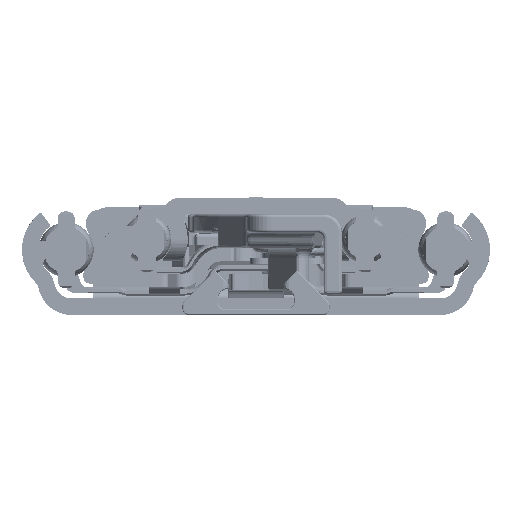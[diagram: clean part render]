
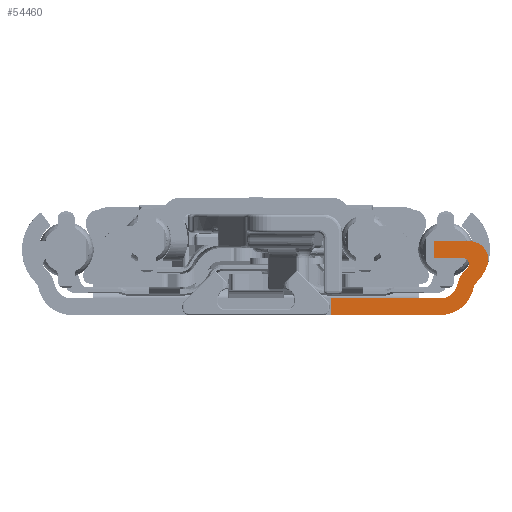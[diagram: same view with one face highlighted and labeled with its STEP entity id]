
A CAD part, front view. The second image highlights one B-rep face of the part: STEP entity #54460.
In plain terms, the highlighted planar face has unit normal (0, -1, 0).
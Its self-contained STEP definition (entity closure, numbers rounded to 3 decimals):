
#2428=PLANE('',#58243);
#3629=FACE_OUTER_BOUND('',#6846,.T.);
#6846=EDGE_LOOP('',(#35903,#35904,#35905,#35906,#35907,#35908,#35909,#35910,
#35911,#35912,#35913,#35914,#35915,#35916,#35917,#35918));
#10116=LINE('',#81294,#14497);
#10122=LINE('',#81306,#14503);
#10164=LINE('',#81433,#14545);
#10176=LINE('',#81496,#14557);
#10177=LINE('',#81504,#14558);
#10178=LINE('',#81506,#14559);
#10179=LINE('',#81508,#14560);
#10180=LINE('',#81516,#14561);
#14497=VECTOR('',#64464,10.);
#14503=VECTOR('',#64478,10.);
#14545=VECTOR('',#64566,10.);
#14557=VECTOR('',#64618,10.);
#14558=VECTOR('',#64625,10.);
#14559=VECTOR('',#64626,10.);
#14560=VECTOR('',#64627,10.);
#14561=VECTOR('',#64634,10.);
#18919=CIRCLE('',#58244,5.45);
#18920=CIRCLE('',#58245,1.5);
#18921=CIRCLE('',#58246,7.6);
#18922=CIRCLE('',#58247,3.);
#18923=CIRCLE('',#58248,1.);
#18924=CIRCLE('',#58249,4.9);
#18925=CIRCLE('',#58250,4.2);
#18926=CIRCLE('',#58251,2.75);
#21715=VERTEX_POINT('',#81290);
#21717=VERTEX_POINT('',#81293);
#21719=VERTEX_POINT('',#81305);
#21781=VERTEX_POINT('',#81431);
#21811=VERTEX_POINT('',#81493);
#21812=VERTEX_POINT('',#81495);
#21813=VERTEX_POINT('',#81497);
#21814=VERTEX_POINT('',#81499);
#21815=VERTEX_POINT('',#81501);
#21816=VERTEX_POINT('',#81503);
#21817=VERTEX_POINT('',#81505);
#21818=VERTEX_POINT('',#81507);
#21819=VERTEX_POINT('',#81509);
#21820=VERTEX_POINT('',#81511);
#21821=VERTEX_POINT('',#81513);
#21822=VERTEX_POINT('',#81515);
#27173=EDGE_CURVE('',#21717,#21715,#10116,.T.);
#27180=EDGE_CURVE('',#21719,#21717,#10122,.T.);
#27244=EDGE_CURVE('',#21715,#21781,#10164,.T.);
#27274=EDGE_CURVE('',#21781,#21811,#18919,.T.);
#27275=EDGE_CURVE('',#21811,#21812,#10176,.T.);
#27276=EDGE_CURVE('',#21812,#21813,#18920,.T.);
#27277=EDGE_CURVE('',#21813,#21814,#18921,.T.);
#27278=EDGE_CURVE('',#21814,#21815,#18922,.T.);
#27279=EDGE_CURVE('',#21815,#21816,#10177,.T.);
#27280=EDGE_CURVE('',#21816,#21817,#10178,.T.);
#27281=EDGE_CURVE('',#21817,#21818,#10179,.T.);
#27282=EDGE_CURVE('',#21818,#21819,#18923,.T.);
#27283=EDGE_CURVE('',#21819,#21820,#18924,.T.);
#27284=EDGE_CURVE('',#21820,#21821,#18925,.T.);
#27285=EDGE_CURVE('',#21821,#21822,#10180,.T.);
#27286=EDGE_CURVE('',#21822,#21719,#18926,.T.);
#35903=ORIENTED_EDGE('',*,*,#27173,.T.);
#35904=ORIENTED_EDGE('',*,*,#27244,.T.);
#35905=ORIENTED_EDGE('',*,*,#27274,.T.);
#35906=ORIENTED_EDGE('',*,*,#27275,.T.);
#35907=ORIENTED_EDGE('',*,*,#27276,.T.);
#35908=ORIENTED_EDGE('',*,*,#27277,.T.);
#35909=ORIENTED_EDGE('',*,*,#27278,.T.);
#35910=ORIENTED_EDGE('',*,*,#27279,.T.);
#35911=ORIENTED_EDGE('',*,*,#27280,.T.);
#35912=ORIENTED_EDGE('',*,*,#27281,.T.);
#35913=ORIENTED_EDGE('',*,*,#27282,.T.);
#35914=ORIENTED_EDGE('',*,*,#27283,.T.);
#35915=ORIENTED_EDGE('',*,*,#27284,.T.);
#35916=ORIENTED_EDGE('',*,*,#27285,.T.);
#35917=ORIENTED_EDGE('',*,*,#27286,.T.);
#35918=ORIENTED_EDGE('',*,*,#27180,.T.);
#54460=ADVANCED_FACE('',(#3629),#2428,.F.);
#58243=AXIS2_PLACEMENT_3D('',#81492,#64614,#64615);
#58244=AXIS2_PLACEMENT_3D('',#81494,#64616,#64617);
#58245=AXIS2_PLACEMENT_3D('',#81498,#64619,#64620);
#58246=AXIS2_PLACEMENT_3D('',#81500,#64621,#64622);
#58247=AXIS2_PLACEMENT_3D('',#81502,#64623,#64624);
#58248=AXIS2_PLACEMENT_3D('',#81510,#64628,#64629);
#58249=AXIS2_PLACEMENT_3D('',#81512,#64630,#64631);
#58250=AXIS2_PLACEMENT_3D('',#81514,#64632,#64633);
#58251=AXIS2_PLACEMENT_3D('',#81517,#64635,#64636);
#64464=DIRECTION('',(0.,0.,-1.));
#64478=DIRECTION('',(-1.,0.,0.));
#64566=DIRECTION('',(1.,0.,0.));
#64614=DIRECTION('center_axis',(0.,1.,0.));
#64615=DIRECTION('ref_axis',(0.,0.,1.));
#64616=DIRECTION('center_axis',(0.,-1.,0.));
#64617=DIRECTION('ref_axis',(-0.966,0.,0.259));
#64618=DIRECTION('',(0.259,0.,0.966));
#64619=DIRECTION('center_axis',(0.,1.,0.));
#64620=DIRECTION('ref_axis',(-0.966,0.,0.259));
#64621=DIRECTION('center_axis',(0.,-1.,0.));
#64622=DIRECTION('ref_axis',(-0.938,0.,0.348));
#64623=DIRECTION('center_axis',(0.,-1.,0.));
#64624=DIRECTION('ref_axis',(0.,0.,
-1.));
#64625=DIRECTION('',(-1.,0.,0.));
#64626=DIRECTION('',(0.,0.,-1.));
#64627=DIRECTION('',(1.,0.,0.));
#64628=DIRECTION('center_axis',(0.,1.,0.));
#64629=DIRECTION('ref_axis',(0.,0.,1.));
#64630=DIRECTION('center_axis',(0.,1.,0.));
#64631=DIRECTION('ref_axis',(0.808,0.,-0.59));
#64632=DIRECTION('center_axis',(0.,-1.,0.));
#64633=DIRECTION('ref_axis',(0.966,0.,-0.259));
#64634=DIRECTION('',(-0.259,0.,-0.966));
#64635=DIRECTION('center_axis',(0.,1.,0.));
#64636=DIRECTION('ref_axis',(0.966,0.,-0.259));
#81290=CARTESIAN_POINT('',(12.227,0.,0.));
#81293=CARTESIAN_POINT('',(12.227,0.,2.7));
#81294=CARTESIAN_POINT('',(12.227,0.,3.391));
#81305=CARTESIAN_POINT('',(30.069,0.,2.7));
#81306=CARTESIAN_POINT('',(30.069,0.,2.7));
#81431=CARTESIAN_POINT('',(30.069,0.,0.));
#81433=CARTESIAN_POINT('',(25.,0.,0.));
#81492=CARTESIAN_POINT('Origin',(0.,0.,4.082));
#81493=CARTESIAN_POINT('',(35.333,0.,4.039));
#81494=CARTESIAN_POINT('Origin',(30.069,0.,
5.45));
#81495=CARTESIAN_POINT('',(35.465,0.,4.533));
#81496=CARTESIAN_POINT('',(35.333,0.,4.039));
#81497=CARTESIAN_POINT('',(35.857,0.,5.209));
#81498=CARTESIAN_POINT('Origin',(36.914,0.,
4.145));
#81499=CARTESIAN_POINT('',(37.625,0.,7.957));
#81500=CARTESIAN_POINT('Origin',(30.5,0.,
10.6));
#81501=CARTESIAN_POINT('',(34.813,0.,12.));
#81502=CARTESIAN_POINT('Origin',(34.813,0.,
9.));
#81503=CARTESIAN_POINT('',(29.,0.,12.));
#81504=CARTESIAN_POINT('',(34.813,0.,12.));
#81505=CARTESIAN_POINT('',(29.,0.,9.3));
#81506=CARTESIAN_POINT('',(29.,0.,12.));
#81507=CARTESIAN_POINT('',(33.65,0.,9.3));
#81508=CARTESIAN_POINT('',(29.,0.,9.3));
#81509=CARTESIAN_POINT('',(34.457,0.,7.71));
#81510=CARTESIAN_POINT('Origin',(33.65,0.,
8.3));
#81511=CARTESIAN_POINT('',(33.954,0.,7.124));
#81512=CARTESIAN_POINT('Origin',(30.5,0.,
10.6));
#81513=CARTESIAN_POINT('',(32.857,0.,5.232));
#81514=CARTESIAN_POINT('Origin',(36.914,0.,
4.145));
#81515=CARTESIAN_POINT('',(32.725,0.,4.738));
#81516=CARTESIAN_POINT('',(32.857,0.,5.232));
#81517=CARTESIAN_POINT('Origin',(30.069,0.,
5.45));
